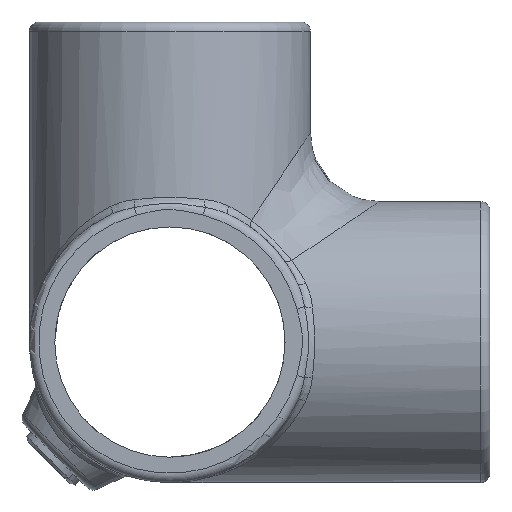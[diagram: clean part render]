
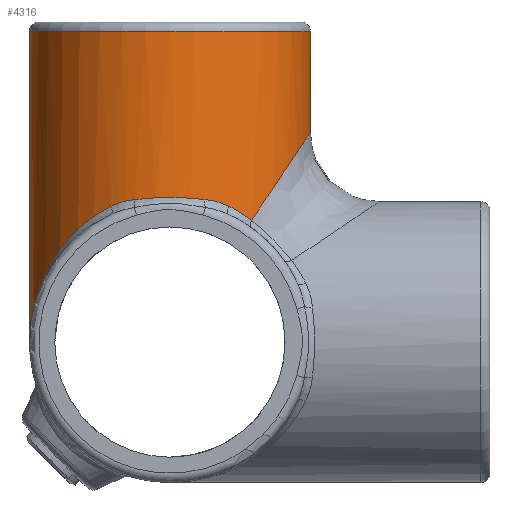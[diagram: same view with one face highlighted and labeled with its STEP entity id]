
A CAD part, front view. The second image highlights one B-rep face of the part: STEP entity #4316.
In plain terms, the highlighted cylindrical face has radius 30.5 mm (diameter 61 mm), a partial arc.
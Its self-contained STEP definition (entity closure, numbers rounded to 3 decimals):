
#24 = VERTEX_POINT ( 'NONE', #3879 ) ;
#249 = ORIENTED_EDGE ( 'NONE', *, *, #4811, .F. ) ;
#386 = ORIENTED_EDGE ( 'NONE', *, *, #4054, .T. ) ;
#401 = CARTESIAN_POINT ( 'NONE',  ( 30.5, -10.046, 45.5 ) ) ;
#416 = CARTESIAN_POINT ( 'NONE',  ( -30.5, 0., 0. ) ) ;
#453 = EDGE_CURVE ( 'NONE', #2104, #3164, #1763, .T. ) ;
#498 = CARTESIAN_POINT ( 'NONE',  ( 7.623, -29.532, 30.933 ) ) ;
#574 = CARTESIAN_POINT ( 'NONE',  ( 0., 0., 67.5 ) ) ;
#597 = CARTESIAN_POINT ( 'NONE',  ( -12.799, -27.685, 29.5 ) ) ;
#616 = CARTESIAN_POINT ( 'NONE',  ( 30.5, 0., 0. ) ) ;
#717 = EDGE_CURVE ( 'NONE', #3164, #24, #1532, .T. ) ;
#985 = CARTESIAN_POINT ( 'NONE',  ( 30.5, 0., 67.5 ) ) ;
#1051 = CARTESIAN_POINT ( 'NONE',  ( -11.203, -28.423, 30.286 ) ) ;
#1076 = CARTESIAN_POINT ( 'NONE',  ( 12.799, -27.685, 29.5 ) ) ;
#1182 = VERTEX_POINT ( 'NONE', #1959 ) ;
#1210 = EDGE_CURVE ( 'NONE', #2616, #1677, #1787, .T. ) ;
#1303 = CARTESIAN_POINT ( 'NONE',  ( 7.623, -29.532, 30.933 ) ) ;
#1308 = CARTESIAN_POINT ( 'NONE',  ( 25.903, -18.979, 38.642 ) ) ;
#1427 = LINE ( 'NONE', #616, #2516 ) ;
#1434 = CARTESIAN_POINT ( 'NONE',  ( -12.799, -27.685, 29.5 ) ) ;
#1525 = CARTESIAN_POINT ( 'NONE',  ( 7.623, -29.532, 30.933 ) ) ;
#1532 =( BOUNDED_CURVE ( )  B_SPLINE_CURVE ( 3, ( #3566, #4005, #5832, #2642 ),
 .UNSPECIFIED., .F., .F. ) 
 B_SPLINE_CURVE_WITH_KNOTS ( ( 4, 4 ),
 ( 0.433, 0.62 ),
 .UNSPECIFIED. ) 
 CURVE ( )  GEOMETRIC_REPRESENTATION_ITEM ( )  RATIONAL_B_SPLINE_CURVE ( ( 1., 0.997, 0.997, 1. ) ) 
 REPRESENTATION_ITEM ( '' )  );
#1584 = CARTESIAN_POINT ( 'NONE',  ( -9.469, -29.056, 30.714 ) ) ;
#1670 = ORIENTED_EDGE ( 'NONE', *, *, #3347, .T. ) ;
#1677 = VERTEX_POINT ( 'NONE', #5355 ) ;
#1710 = CARTESIAN_POINT ( 'NONE',  ( -12.799, -27.685, 29.5 ) ) ;
#1763 = B_SPLINE_CURVE_WITH_KNOTS ( 'NONE', 3,
 ( #1525, #1988, #2906, #1076 ),
 .UNSPECIFIED., .F., .F.,
 ( 4, 4 ),
 ( 0., 0.006 ),
 .UNSPECIFIED. ) ;
#1767 = ORIENTED_EDGE ( 'NONE', *, *, #1210, .T. ) ;
#1768 = CARTESIAN_POINT ( 'NONE',  ( 6.377, -29.854, 31.082 ) ) ;
#1781 = DIRECTION ( 'NONE',  ( 0., 0., -1. ) ) ;
#1787 = CIRCLE ( 'NONE', #4526, 30.5 ) ;
#1959 = CARTESIAN_POINT ( 'NONE',  ( -30.5, 0., 0. ) ) ;
#1988 = CARTESIAN_POINT ( 'NONE',  ( 9.469, -29.056, 30.714 ) ) ;
#2104 = VERTEX_POINT ( 'NONE', #498 ) ;
#2174 = DIRECTION ( 'NONE',  ( 1., 0., 0. ) ) ;
#2178 = CARTESIAN_POINT ( 'NONE',  ( 30.5, 0., 45.5 ) ) ;
#2220 = CARTESIAN_POINT ( 'NONE',  ( 5.119, -30.095, 31.208 ) ) ;
#2516 = VECTOR ( 'NONE', #3335, 1000. ) ;
#2616 = VERTEX_POINT ( 'NONE', #985 ) ;
#2642 = CARTESIAN_POINT ( 'NONE',  ( 17.728, -24.819, 26.446 ) ) ;
#2690 = CARTESIAN_POINT ( 'NONE',  ( -1.298, -30.5, 31.414 ) ) ;
#2739 = ORIENTED_EDGE ( 'NONE', *, *, #717, .T. ) ;
#2798 = EDGE_LOOP ( 'NONE', ( #249, #5817, #3882, #1670, #5170, #2739, #386, #5395, #1767 ) ) ;
#2906 = CARTESIAN_POINT ( 'NONE',  ( 11.203, -28.423, 30.286 ) ) ;
#3088 = DIRECTION ( 'NONE',  ( 0., 0., 1. ) ) ;
#3131 = CARTESIAN_POINT ( 'NONE',  ( 30.5, 0., 45.5 ) ) ;
#3140 = CARTESIAN_POINT ( 'NONE',  ( -2.58, -30.418, 31.372 ) ) ;
#3150 = EDGE_CURVE ( 'NONE', #3489, #2616, #1427, .T. ) ;
#3159 = CARTESIAN_POINT ( 'NONE',  ( -7.623, -29.532, 30.933 ) ) ;
#3164 = VERTEX_POINT ( 'NONE', #3783 ) ;
#3255 = CARTESIAN_POINT ( 'NONE',  ( -30.5, -12.238, 13.041 ) ) ;
#3297 = DIRECTION ( 'NONE',  ( 1., 0., 0. ) ) ;
#3335 = DIRECTION ( 'NONE',  ( 0., 0., 1. ) ) ;
#3347 = EDGE_CURVE ( 'NONE', #4506, #2104, #3579, .T. ) ;
#3432 = LINE ( 'NONE', #5193, #4353 ) ;
#3489 = VERTEX_POINT ( 'NONE', #2178 ) ;
#3509 = B_SPLINE_CURVE_WITH_KNOTS ( 'NONE', 3,
 ( #597, #1051, #1584, #4780 ),
 .UNSPECIFIED., .F., .F.,
 ( 4, 4 ),
 ( 0., 0.006 ),
 .UNSPECIFIED. ) ;
#3515 = VERTEX_POINT ( 'NONE', #1710 ) ;
#3541 = CARTESIAN_POINT ( 'NONE',  ( 0., 0., 0. ) ) ;
#3566 = CARTESIAN_POINT ( 'NONE',  ( 12.799, -27.685, 29.5 ) ) ;
#3579 = B_SPLINE_CURVE_WITH_KNOTS ( 'NONE', 3,
 ( #3159, #4512, #5881, #3140, #2690, #5422, #4965, #2220, #1768, #1303 ),
 .UNSPECIFIED., .F., .F.,
 ( 4, 2, 2, 2, 4 ),
 ( 0., 0.004, 0.008, 0.012, 0.015 ),
 .UNSPECIFIED. ) ;
#3783 = CARTESIAN_POINT ( 'NONE',  ( 12.799, -27.685, 29.5 ) ) ;
#3879 = CARTESIAN_POINT ( 'NONE',  ( 17.728, -24.819, 26.446 ) ) ;
#3882 = ORIENTED_EDGE ( 'NONE', *, *, #5783, .T. ) ;
#3899 =( BOUNDED_CURVE ( )  B_SPLINE_CURVE ( 3, ( #4973, #1308, #401, #3131 ),
 .UNSPECIFIED., .F., .T. ) 
 B_SPLINE_CURVE_WITH_KNOTS ( ( 4, 4 ),
 ( 5.333, 6.283 ),
 .UNSPECIFIED. ) 
 CURVE ( )  GEOMETRIC_REPRESENTATION_ITEM ( )  RATIONAL_B_SPLINE_CURVE ( ( 1., 0.926, 0.926, 1. ) ) 
 REPRESENTATION_ITEM ( '' )  );
#3915 = AXIS2_PLACEMENT_3D ( 'NONE', #3541, #3088, #2174 ) ;
#3928 = FACE_OUTER_BOUND ( 'NONE', #2798, .T. ) ;
#4005 = CARTESIAN_POINT ( 'NONE',  ( 14.529, -26.885, 28.648 ) ) ;
#4054 = EDGE_CURVE ( 'NONE', #24, #3489, #3899, .T. ) ;
#4167 = CARTESIAN_POINT ( 'NONE',  ( -23.907, -22.549, 24.028 ) ) ;
#4278 = CYLINDRICAL_SURFACE ( 'NONE', #3915, 30.5 ) ;
#4316 = ADVANCED_FACE ( 'NONE', ( #3928 ), #4278, .T. ) ;
#4353 = VECTOR ( 'NONE', #4726, 1000. ) ;
#4506 = VERTEX_POINT ( 'NONE', #4940 ) ;
#4512 = CARTESIAN_POINT ( 'NONE',  ( -6.377, -29.854, 31.082 ) ) ;
#4526 = AXIS2_PLACEMENT_3D ( 'NONE', #574, #1781, #3297 ) ;
#4574 =( BOUNDED_CURVE ( )  B_SPLINE_CURVE ( 3, ( #416, #3255, #4167, #1434 ),
 .UNSPECIFIED., .F., .F. ) 
 B_SPLINE_CURVE_WITH_KNOTS ( ( 4, 4 ),
 ( 4.712, 5.85 ),
 .UNSPECIFIED. ) 
 CURVE ( )  GEOMETRIC_REPRESENTATION_ITEM ( )  RATIONAL_B_SPLINE_CURVE ( ( 1., 0.895, 0.895, 1. ) ) 
 REPRESENTATION_ITEM ( '' )  );
#4726 = DIRECTION ( 'NONE',  ( 0., 0., 1. ) ) ;
#4780 = CARTESIAN_POINT ( 'NONE',  ( -7.623, -29.532, 30.933 ) ) ;
#4811 = EDGE_CURVE ( 'NONE', #1182, #1677, #3432, .T. ) ;
#4940 = CARTESIAN_POINT ( 'NONE',  ( -7.623, -29.532, 30.933 ) ) ;
#4965 = CARTESIAN_POINT ( 'NONE',  ( 2.578, -30.418, 31.372 ) ) ;
#4973 = CARTESIAN_POINT ( 'NONE',  ( 17.728, -24.819, 26.446 ) ) ;
#5170 = ORIENTED_EDGE ( 'NONE', *, *, #453, .T. ) ;
#5193 = CARTESIAN_POINT ( 'NONE',  ( -30.5, 0., 0. ) ) ;
#5355 = CARTESIAN_POINT ( 'NONE',  ( -30.5, 0., 67.5 ) ) ;
#5395 = ORIENTED_EDGE ( 'NONE', *, *, #3150, .T. ) ;
#5422 = CARTESIAN_POINT ( 'NONE',  ( 1.293, -30.5, 31.414 ) ) ;
#5723 = EDGE_CURVE ( 'NONE', #1182, #3515, #4574, .T. ) ;
#5783 = EDGE_CURVE ( 'NONE', #3515, #4506, #3509, .T. ) ;
#5817 = ORIENTED_EDGE ( 'NONE', *, *, #5723, .T. ) ;
#5832 = CARTESIAN_POINT ( 'NONE',  ( 16.177, -25.927, 27.627 ) ) ;
#5881 = CARTESIAN_POINT ( 'NONE',  ( -5.12, -30.095, 31.208 ) ) ;
